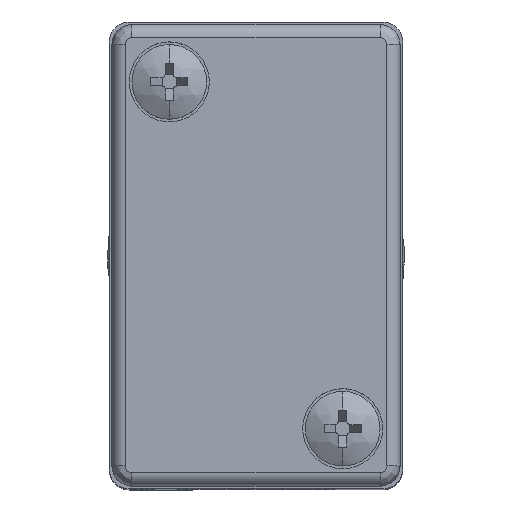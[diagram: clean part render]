
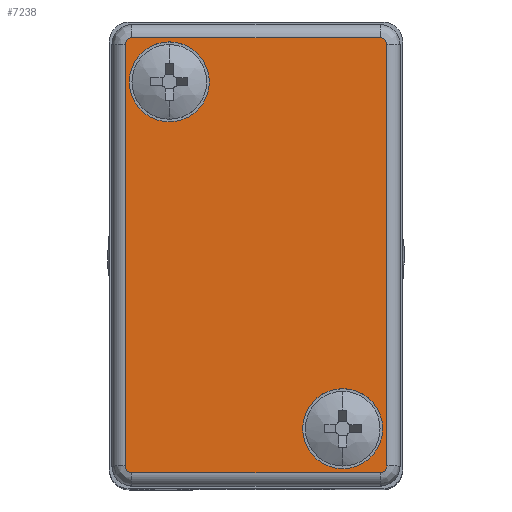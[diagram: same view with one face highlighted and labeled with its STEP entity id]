
A CAD part, top view. The second image highlights one B-rep face of the part: STEP entity #7238.
In plain terms, the highlighted planar face has unit normal (0, 0, 1).
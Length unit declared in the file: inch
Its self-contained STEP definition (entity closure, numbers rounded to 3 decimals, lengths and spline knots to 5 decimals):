
#46 = CARTESIAN_POINT ( 'NONE',  ( -0.37402, 0.51181, 0. ) ) ;
#148 = CARTESIAN_POINT ( 'NONE',  ( -0.37767, 0.64173, 0. ) ) ;
#160 = DIRECTION ( 'NONE',  ( -1., 0., 0. ) ) ;
#184 = CARTESIAN_POINT ( 'NONE',  ( -0.25591, 0.51181, 0. ) ) ;
#208 = CARTESIAN_POINT ( 'NONE',  ( 0.38583, -0.62205, 0. ) ) ;
#319 = VERTEX_POINT ( 'NONE', #2291 ) ;
#368 = CIRCLE ( 'NONE', #9967, 0.11811 ) ;
#384 =( BOUNDED_CURVE ( )  B_SPLINE_CURVE ( 3, ( #8180, #8979, #9770, #2363 ),
 .UNSPECIFIED., .F., .F. ) 
 B_SPLINE_CURVE_WITH_KNOTS ( ( 4, 4 ),
 ( 0., 1. ),
 .UNSPECIFIED. ) 
 CURVE ( )  GEOMETRIC_REPRESENTATION_ITEM ( )  RATIONAL_B_SPLINE_CURVE ( ( 1., 0.805, 0.805, 1. ) ) 
 REPRESENTATION_ITEM ( '' )  );
#500 = DIRECTION ( 'NONE',  ( 0., 0., 1. ) ) ;
#566 = VERTEX_POINT ( 'NONE', #6398 ) ;
#580 = ORIENTED_EDGE ( 'NONE', *, *, #6784, .F. ) ;
#837 = VECTOR ( 'NONE', #160, 39.37008 ) ;
#851 = CARTESIAN_POINT ( 'NONE',  ( -0.25591, 0.51181, 0. ) ) ;
#901 = EDGE_CURVE ( 'NONE', #902, #9970, #4344, .T. ) ;
#902 = VERTEX_POINT ( 'NONE', #46 ) ;
#961 = DIRECTION ( 'NONE',  ( 1., 0., 0. ) ) ;
#981 = DIRECTION ( 'NONE',  ( 1., 0., 0. ) ) ;
#998 = CARTESIAN_POINT ( 'NONE',  ( 0.37767, -0.64173, 0. ) ) ;
#1082 = ORIENTED_EDGE ( 'NONE', *, *, #4817, .F. ) ;
#1119 = CARTESIAN_POINT ( 'NONE',  ( -0.1378, 0.51181, 0. ) ) ;
#1201 = VECTOR ( 'NONE', #961, 39.37008 ) ;
#1347 = EDGE_CURVE ( 'NONE', #1917, #3137, #5787, .T. ) ;
#1407 = EDGE_LOOP ( 'NONE', ( #7776, #2382 ) ) ;
#1490 = CARTESIAN_POINT ( 'NONE',  ( 0., 0., 0. ) ) ;
#1586 = EDGE_CURVE ( 'NONE', #9584, #1917, #384, .T. ) ;
#1642 = DIRECTION ( 'NONE',  ( 1., 0., 0. ) ) ;
#1803 = EDGE_CURVE ( 'NONE', #319, #5993, #6161, .T. ) ;
#1821 = EDGE_LOOP ( 'NONE', ( #580, #4457 ) ) ;
#1875 = ORIENTED_EDGE ( 'NONE', *, *, #1803, .F. ) ;
#1917 = VERTEX_POINT ( 'NONE', #8239 ) ;
#1940 = CIRCLE ( 'NONE', #3818, 0.11811 ) ;
#2035 = EDGE_LOOP ( 'NONE', ( #5684, #3686, #4382, #1082, #1875, #7621, #7966, #2327 ) ) ;
#2044 = CARTESIAN_POINT ( 'NONE',  ( 0.1378, -0.51181, 0. ) ) ;
#2194 = AXIS2_PLACEMENT_3D ( 'NONE', #3705, #9210, #4495 ) ;
#2291 = CARTESIAN_POINT ( 'NONE',  ( -0.36614, -0.64173, 0. ) ) ;
#2299 = DIRECTION ( 'NONE',  ( 0., 0., -1. ) ) ;
#2327 = ORIENTED_EDGE ( 'NONE', *, *, #1347, .F. ) ;
#2363 = CARTESIAN_POINT ( 'NONE',  ( 0.38583, 0.62205, 0. ) ) ;
#2382 = ORIENTED_EDGE ( 'NONE', *, *, #2826, .F. ) ;
#2465 = CARTESIAN_POINT ( 'NONE',  ( -0.38583, 0., 0. ) ) ;
#2497 = VERTEX_POINT ( 'NONE', #3994 ) ;
#2826 = EDGE_CURVE ( 'NONE', #6405, #566, #1940, .T. ) ;
#2884 = CARTESIAN_POINT ( 'NONE',  ( -0.38583, -0.63358, 0. ) ) ;
#2931 = CARTESIAN_POINT ( 'NONE',  ( 0.36614, 0.64173, 0. ) ) ;
#3137 = VERTEX_POINT ( 'NONE', #4022 ) ;
#3198 = FACE_BOUND ( 'NONE', #1407, .T. ) ;
#3301 = LINE ( 'NONE', #7308, #1201 ) ;
#3682 = CARTESIAN_POINT ( 'NONE',  ( -0.37767, -0.64173, 0. ) ) ;
#3686 = ORIENTED_EDGE ( 'NONE', *, *, #9309, .F. ) ;
#3705 = CARTESIAN_POINT ( 'NONE',  ( 0.25591, -0.51181, 0. ) ) ;
#3818 = AXIS2_PLACEMENT_3D ( 'NONE', #5213, #500, #5997 ) ;
#3994 = CARTESIAN_POINT ( 'NONE',  ( -0.38583, 0.62205, 0. ) ) ;
#4022 = CARTESIAN_POINT ( 'NONE',  ( 0.38583, -0.62205, 0. ) ) ;
#4099 = CARTESIAN_POINT ( 'NONE',  ( -0.38583, 0.62205, 0. ) ) ;
#4138 = LINE ( 'NONE', #2465, #5708 ) ;
#4157 = CARTESIAN_POINT ( 'NONE',  ( -0.36614, 0.64173, 0. ) ) ;
#4344 = CIRCLE ( 'NONE', #8091, 0.11811 ) ;
#4382 = ORIENTED_EDGE ( 'NONE', *, *, #6769, .F. ) ;
#4457 = ORIENTED_EDGE ( 'NONE', *, *, #901, .F. ) ;
#4470 = VERTEX_POINT ( 'NONE', #4157 ) ;
#4495 = DIRECTION ( 'NONE',  ( 1., 0., 0. ) ) ;
#4496 = CARTESIAN_POINT ( 'NONE',  ( 0.36614, -0.64173, 0. ) ) ;
#4817 = EDGE_CURVE ( 'NONE', #5993, #2497, #4138, .T. ) ;
#4896 = EDGE_CURVE ( 'NONE', #3137, #8166, #8043, .T. ) ;
#4928 = CARTESIAN_POINT ( 'NONE',  ( 0.38583, -0.63358, 0. ) ) ;
#5213 = CARTESIAN_POINT ( 'NONE',  ( 0.25591, -0.51181, 0. ) ) ;
#5305 =( BOUNDED_CURVE ( )  B_SPLINE_CURVE ( 3, ( #4099, #8719, #148, #5648 ),
 .UNSPECIFIED., .F., .F. ) 
 B_SPLINE_CURVE_WITH_KNOTS ( ( 4, 4 ),
 ( 0., 1. ),
 .UNSPECIFIED. ) 
 CURVE ( )  GEOMETRIC_REPRESENTATION_ITEM ( )  RATIONAL_B_SPLINE_CURVE ( ( 1., 0.805, 0.805, 1. ) ) 
 REPRESENTATION_ITEM ( '' )  );
#5648 = CARTESIAN_POINT ( 'NONE',  ( -0.36614, 0.64173, 0. ) ) ;
#5656 = CARTESIAN_POINT ( 'NONE',  ( 0., -0.64173, 0. ) ) ;
#5679 = DIRECTION ( 'NONE',  ( 0., 0., 1. ) ) ;
#5684 = ORIENTED_EDGE ( 'NONE', *, *, #1586, .F. ) ;
#5708 = VECTOR ( 'NONE', #8705, 39.37008 ) ;
#5787 = LINE ( 'NONE', #9421, #7646 ) ;
#5993 = VERTEX_POINT ( 'NONE', #7007 ) ;
#5997 = DIRECTION ( 'NONE',  ( 1., 0., 0. ) ) ;
#6161 =( BOUNDED_CURVE ( )  B_SPLINE_CURVE ( 3, ( #9081, #3682, #2884, #7583 ),
 .UNSPECIFIED., .F., .F. ) 
 B_SPLINE_CURVE_WITH_KNOTS ( ( 4, 4 ),
 ( 0., 1. ),
 .UNSPECIFIED. ) 
 CURVE ( )  GEOMETRIC_REPRESENTATION_ITEM ( )  RATIONAL_B_SPLINE_CURVE ( ( 1., 0.805, 0.805, 1. ) ) 
 REPRESENTATION_ITEM ( '' )  );
#6174 = PLANE ( 'NONE',  #9033 ) ;
#6217 = CIRCLE ( 'NONE', #2194, 0.11811 ) ;
#6324 = DIRECTION ( 'NONE',  ( 0., 0., 1. ) ) ;
#6398 = CARTESIAN_POINT ( 'NONE',  ( 0.37402, -0.51181, 0. ) ) ;
#6405 = VERTEX_POINT ( 'NONE', #2044 ) ;
#6482 = CARTESIAN_POINT ( 'NONE',  ( 0.36614, -0.64173, 0. ) ) ;
#6769 = EDGE_CURVE ( 'NONE', #2497, #4470, #5305, .T. ) ;
#6784 = EDGE_CURVE ( 'NONE', #9970, #902, #368, .T. ) ;
#7007 = CARTESIAN_POINT ( 'NONE',  ( -0.38583, -0.62205, 0. ) ) ;
#7238 = ADVANCED_FACE ( 'NONE', ( #3198, #7376, #9249 ), #6174, .F. ) ;
#7308 = CARTESIAN_POINT ( 'NONE',  ( 0., 0.64173, 0. ) ) ;
#7376 = FACE_BOUND ( 'NONE', #1821, .T. ) ;
#7583 = CARTESIAN_POINT ( 'NONE',  ( -0.38583, -0.62205, 0. ) ) ;
#7621 = ORIENTED_EDGE ( 'NONE', *, *, #8455, .F. ) ;
#7646 = VECTOR ( 'NONE', #8616, 39.37008 ) ;
#7776 = ORIENTED_EDGE ( 'NONE', *, *, #8929, .F. ) ;
#7784 = DIRECTION ( 'NONE',  ( -1., 0., 0. ) ) ;
#7966 = ORIENTED_EDGE ( 'NONE', *, *, #4896, .F. ) ;
#8043 =( BOUNDED_CURVE ( )  B_SPLINE_CURVE ( 3, ( #208, #4928, #998, #6482 ),
 .UNSPECIFIED., .F., .F. ) 
 B_SPLINE_CURVE_WITH_KNOTS ( ( 4, 4 ),
 ( 0., 1. ),
 .UNSPECIFIED. ) 
 CURVE ( )  GEOMETRIC_REPRESENTATION_ITEM ( )  RATIONAL_B_SPLINE_CURVE ( ( 1., 0.805, 0.805, 1. ) ) 
 REPRESENTATION_ITEM ( '' )  );
#8091 = AXIS2_PLACEMENT_3D ( 'NONE', #851, #6324, #1642 ) ;
#8166 = VERTEX_POINT ( 'NONE', #4496 ) ;
#8180 = CARTESIAN_POINT ( 'NONE',  ( 0.36614, 0.64173, 0. ) ) ;
#8239 = CARTESIAN_POINT ( 'NONE',  ( 0.38583, 0.62205, 0. ) ) ;
#8455 = EDGE_CURVE ( 'NONE', #8166, #319, #8975, .T. ) ;
#8616 = DIRECTION ( 'NONE',  ( 0., -1., 0. ) ) ;
#8705 = DIRECTION ( 'NONE',  ( 0., 1., 0. ) ) ;
#8719 = CARTESIAN_POINT ( 'NONE',  ( -0.38583, 0.63358, 0. ) ) ;
#8929 = EDGE_CURVE ( 'NONE', #566, #6405, #6217, .T. ) ;
#8975 = LINE ( 'NONE', #5656, #837 ) ;
#8979 = CARTESIAN_POINT ( 'NONE',  ( 0.37767, 0.64173, 0. ) ) ;
#9033 = AXIS2_PLACEMENT_3D ( 'NONE', #1490, #2299, #7784 ) ;
#9081 = CARTESIAN_POINT ( 'NONE',  ( -0.36614, -0.64173, 0. ) ) ;
#9210 = DIRECTION ( 'NONE',  ( 0., 0., 1. ) ) ;
#9249 = FACE_OUTER_BOUND ( 'NONE', #2035, .T. ) ;
#9309 = EDGE_CURVE ( 'NONE', #4470, #9584, #3301, .T. ) ;
#9421 = CARTESIAN_POINT ( 'NONE',  ( 0.38583, 0., 0. ) ) ;
#9584 = VERTEX_POINT ( 'NONE', #2931 ) ;
#9770 = CARTESIAN_POINT ( 'NONE',  ( 0.38583, 0.63358, 0. ) ) ;
#9967 = AXIS2_PLACEMENT_3D ( 'NONE', #184, #5679, #981 ) ;
#9970 = VERTEX_POINT ( 'NONE', #1119 ) ;
